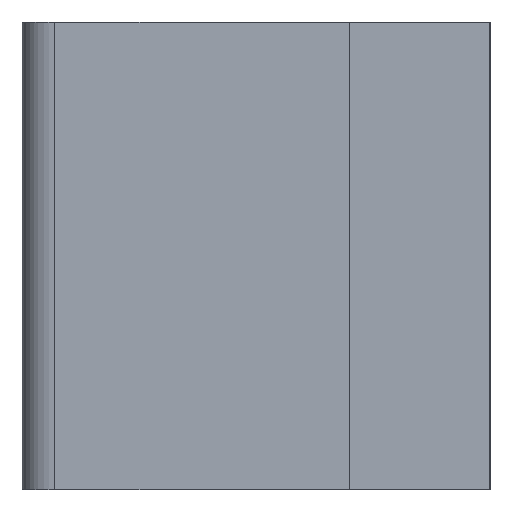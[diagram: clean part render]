
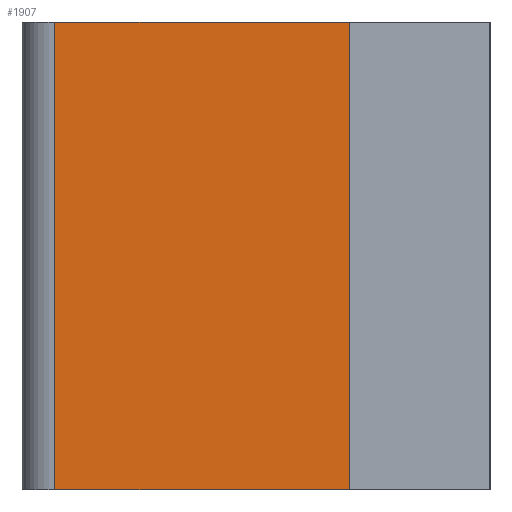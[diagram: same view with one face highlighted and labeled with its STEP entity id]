
A CAD part, left-side view. The second image highlights one B-rep face of the part: STEP entity #1907.
In plain terms, the highlighted planar face has unit normal (-1, 0, 0).
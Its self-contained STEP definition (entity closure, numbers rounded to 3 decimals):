
#227 = CARTESIAN_POINT ( 'NONE',  ( -0.4, 0.465, 0.25 ) ) ;
#246 = CARTESIAN_POINT ( 'NONE',  ( -0.4, 0.15, -0.25 ) ) ;
#256 = CARTESIAN_POINT ( 'NONE',  ( -0.4, 0.15, 0.25 ) ) ;
#260 = DIRECTION ( 'NONE',  ( 0., 1., 0. ) ) ;
#265 = ORIENTED_EDGE ( 'NONE', *, *, #1815, .F. ) ;
#371 = VECTOR ( 'NONE', #1249, 1000. ) ;
#546 = VECTOR ( 'NONE', #1889, 1000. ) ;
#596 = VERTEX_POINT ( 'NONE', #246 ) ;
#624 = ORIENTED_EDGE ( 'NONE', *, *, #1804, .T. ) ;
#750 = VECTOR ( 'NONE', #1731, 1000. ) ;
#808 = CARTESIAN_POINT ( 'NONE',  ( -0.4, 0.465, -0.25 ) ) ;
#871 = VERTEX_POINT ( 'NONE', #808 ) ;
#948 = CARTESIAN_POINT ( 'NONE',  ( -0.4, 0.465, 0.25 ) ) ;
#1001 = VERTEX_POINT ( 'NONE', #1514 ) ;
#1082 = ORIENTED_EDGE ( 'NONE', *, *, #1131, .T. ) ;
#1131 = EDGE_CURVE ( 'NONE', #871, #596, #1874, .T. ) ;
#1249 = DIRECTION ( 'NONE',  ( 0., 0., -1. ) ) ;
#1265 = VERTEX_POINT ( 'NONE', #1780 ) ;
#1380 = DIRECTION ( 'NONE',  ( 0., -1., 0. ) ) ;
#1514 = CARTESIAN_POINT ( 'NONE',  ( -0.4, 0.465, 0.25 ) ) ;
#1565 = CARTESIAN_POINT ( 'NONE',  ( -0.4, 0.465, -0.25 ) ) ;
#1654 = AXIS2_PLACEMENT_3D ( 'NONE', #1864, #1664, #260 ) ;
#1664 = DIRECTION ( 'NONE',  ( 1., 0., 0. ) ) ;
#1673 = LINE ( 'NONE', #227, #1892 ) ;
#1695 = EDGE_LOOP ( 'NONE', ( #1082, #265, #1992, #624 ) ) ;
#1708 = PLANE ( 'NONE',  #1654 ) ;
#1724 = LINE ( 'NONE', #948, #371 ) ;
#1731 = DIRECTION ( 'NONE',  ( 0., -1., 0. ) ) ;
#1780 = CARTESIAN_POINT ( 'NONE',  ( -0.4, 0.15, 0.25 ) ) ;
#1804 = EDGE_CURVE ( 'NONE', #1001, #871, #1724, .T. ) ;
#1815 = EDGE_CURVE ( 'NONE', #1265, #596, #2048, .T. ) ;
#1822 = FACE_OUTER_BOUND ( 'NONE', #1695, .T. ) ;
#1864 = CARTESIAN_POINT ( 'NONE',  ( -0.4, 0.465, 0.25 ) ) ;
#1874 = LINE ( 'NONE', #1565, #750 ) ;
#1889 = DIRECTION ( 'NONE',  ( 0., 0., -1. ) ) ;
#1892 = VECTOR ( 'NONE', #1380, 1000. ) ;
#1895 = EDGE_CURVE ( 'NONE', #1001, #1265, #1673, .T. ) ;
#1907 = ADVANCED_FACE ( 'NONE', ( #1822 ), #1708, .F. ) ;
#1992 = ORIENTED_EDGE ( 'NONE', *, *, #1895, .F. ) ;
#2048 = LINE ( 'NONE', #256, #546 ) ;
